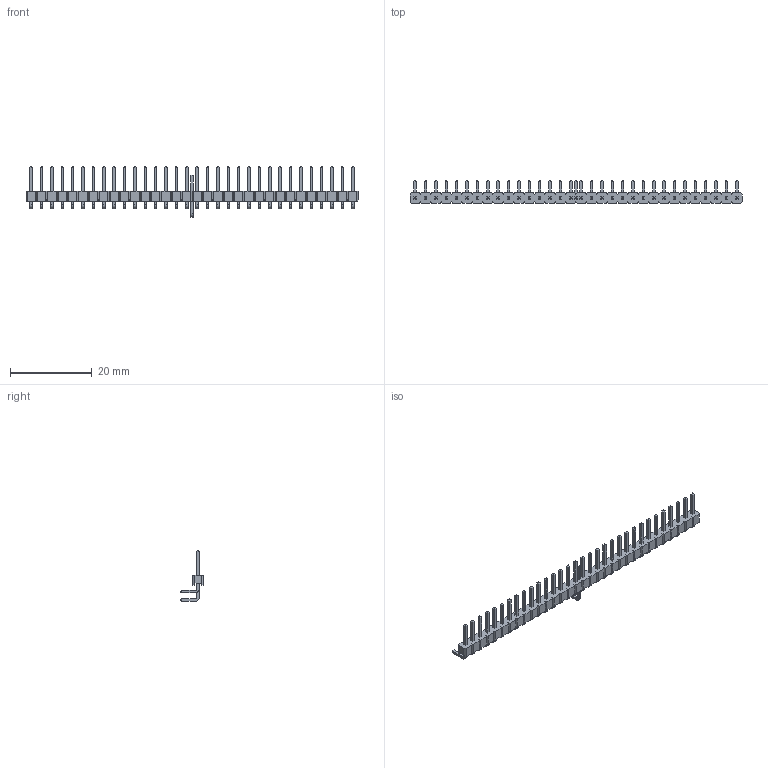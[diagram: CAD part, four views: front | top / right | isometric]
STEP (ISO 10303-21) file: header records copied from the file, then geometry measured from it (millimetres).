
FILE_DESCRIPTION( ( 'Unknown' ), '1' );
FILE_NAME( '61303211021.stp', 'Unknown', ( 'Unknown' ), ( 'Unknown' ), 'PSStep 14.0', 'Unknown', ' ' );
FILE_SCHEMA( ( 'AUTOMOTIVE_DESIGN { 1 0 10303 214 1 1 1 1 }' ) );
Length unit declared in the file: millimetre
Products named in the file (3): Assem1; 6130xx11021_PIN; 61303211021
Bounding box: 81.28 x 5.54 x 12.45 mm (x, y, z)
Volume: 995.7 mm3; surface area: 3437.7 mm2
Topology: 35 solids, 35 shells, 1498 faces, 4020 edges, 2592 vertices
Faces by surface type: plane 1432, cylinder 66
Entity records: 19470 total; most frequent: CARTESIAN_POINT 2818, ORIENTED_EDGE 2780, DIRECTION 2402, EDGE_CURVE 1390, LINE 1386, VECTOR 1386, VERTEX_POINT 924, EDGE_LOOP 534
